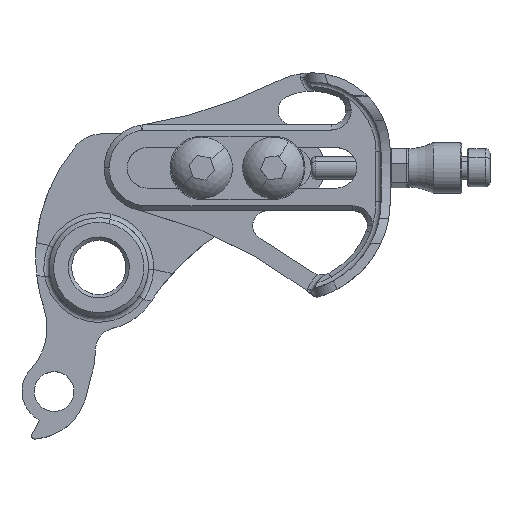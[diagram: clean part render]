
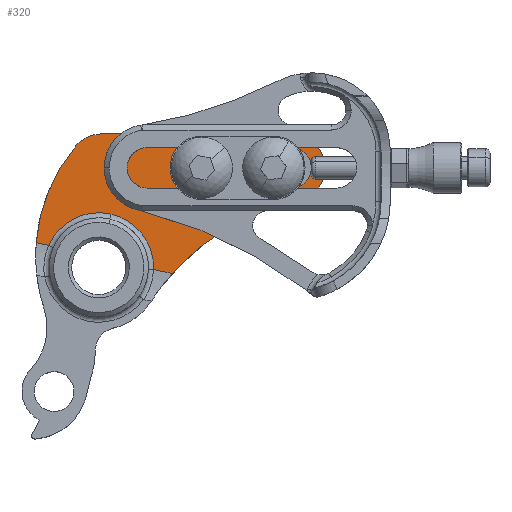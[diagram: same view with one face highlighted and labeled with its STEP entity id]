
A CAD part, top view. The second image highlights one B-rep face of the part: STEP entity #320.
In plain terms, the highlighted planar face has unit normal (0, 0, 1).
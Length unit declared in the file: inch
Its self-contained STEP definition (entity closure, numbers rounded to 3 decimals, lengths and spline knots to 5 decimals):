
#30 = ORIENTED_EDGE ( 'NONE', *, *, #8607, .T. ) ;
#37 = CARTESIAN_POINT ( 'NONE',  ( 4.62131, -0.65214, 0.2756 ) ) ;
#253 = CARTESIAN_POINT ( 'NONE',  ( 5.57946, -2.23114, 0.2756 ) ) ;
#277 = DIRECTION ( 'NONE',  ( 0., 0., -1. ) ) ;
#320 = ADVANCED_FACE ( 'NONE', ( #2534, #4414 ), #6444, .T. ) ;
#350 = CARTESIAN_POINT ( 'NONE',  ( 3.75498, -3.05047, 0.2756 ) ) ;
#448 = CARTESIAN_POINT ( 'NONE',  ( 5.10381, -0.65214, 0.2756 ) ) ;
#532 = CIRCLE ( 'NONE', #3761, 0.4825 ) ;
#690 = ORIENTED_EDGE ( 'NONE', *, *, #6930, .T. ) ;
#829 = ORIENTED_EDGE ( 'NONE', *, *, #6634, .T. ) ;
#841 = DIRECTION ( 'NONE',  ( 1., 0., 0. ) ) ;
#944 = AXIS2_PLACEMENT_3D ( 'NONE', #6761, #1995, #7552 ) ;
#950 = EDGE_CURVE ( 'NONE', #5050, #5432, #5762, .T. ) ;
#1030 = AXIS2_PLACEMENT_3D ( 'NONE', #8328, #3600, #9126 ) ;
#1050 = DIRECTION ( 'NONE',  ( -0.222, 0.975, 0. ) ) ;
#1062 = CARTESIAN_POINT ( 'NONE',  ( 5.85313, -2.10824, 0.2756 ) ) ;
#1151 = DIRECTION ( 'NONE',  ( 1., 0., 0. ) ) ;
#1274 = CARTESIAN_POINT ( 'NONE',  ( 5.85313, -2.10824, 0.2756 ) ) ;
#1371 = VERTEX_POINT ( 'NONE', #6488 ) ;
#1461 = VERTEX_POINT ( 'NONE', #4806 ) ;
#1719 = EDGE_LOOP ( 'NONE', ( #3174, #6650, #8183, #9275, #6617, #7730, #7665, #690, #5641 ) ) ;
#1729 = VERTEX_POINT ( 'NONE', #5705 ) ;
#1771 = CARTESIAN_POINT ( 'NONE',  ( 4.71228, -1.12598, 0.2756 ) ) ;
#1856 = DIRECTION ( 'NONE',  ( 1., 0., 0. ) ) ;
#1939 = DIRECTION ( 'NONE',  ( 0.222, -0.975, 0. ) ) ;
#1995 = DIRECTION ( 'NONE',  ( 0., 0., -1. ) ) ;
#2081 = DIRECTION ( 'NONE',  ( 1., 0., 0. ) ) ;
#2361 = VERTEX_POINT ( 'NONE', #3669 ) ;
#2366 = VECTOR ( 'NONE', #1050, 39.37008 ) ;
#2375 = CIRCLE ( 'NONE', #6402, 1.5 ) ;
#2463 = CARTESIAN_POINT ( 'NONE',  ( 4.93167, -1.55001, 0.2756 ) ) ;
#2498 = CARTESIAN_POINT ( 'NONE',  ( 5.67958, -2.14783, 0.2756 ) ) ;
#2534 = FACE_BOUND ( 'NONE', #4095, .T. ) ;
#2607 = CARTESIAN_POINT ( 'NONE',  ( 5.7751, -0.41724, 0.2756 ) ) ;
#2722 = CIRCLE ( 'NONE', #6526, 2. ) ;
#2744 = VERTEX_POINT ( 'NONE', #1771 ) ;
#2797 = AXIS2_PLACEMENT_3D ( 'NONE', #7946, #8606, #8314 ) ;
#3083 = DIRECTION ( 'NONE',  ( 0., 0., 1. ) ) ;
#3159 = EDGE_CURVE ( 'NONE', #6146, #9582, #4862, .T. ) ;
#3174 = ORIENTED_EDGE ( 'NONE', *, *, #4092, .T. ) ;
#3232 = ORIENTED_EDGE ( 'NONE', *, *, #8194, .T. ) ;
#3283 = DIRECTION ( 'NONE',  ( 1., 0., 0. ) ) ;
#3287 = VERTEX_POINT ( 'NONE', #10166 ) ;
#3566 = AXIS2_PLACEMENT_3D ( 'NONE', #1274, #6837, #2081 ) ;
#3600 = DIRECTION ( 'NONE',  ( 0., 0., -1. ) ) ;
#3669 = CARTESIAN_POINT ( 'NONE',  ( 5.67958, -2.14783, 0.2756 ) ) ;
#3704 = EDGE_CURVE ( 'NONE', #9631, #2744, #10245, .T. ) ;
#3739 = VECTOR ( 'NONE', #6458, 39.37008 ) ;
#3761 = AXIS2_PLACEMENT_3D ( 'NONE', #37, #5612, #841 ) ;
#3847 = LINE ( 'NONE', #9832, #5711 ) ;
#3896 = AXIS2_PLACEMENT_3D ( 'NONE', #5054, #277, #5840 ) ;
#3899 = VECTOR ( 'NONE', #1939, 39.37008 ) ;
#4012 = DIRECTION ( 'NONE',  ( 0., -1., 0. ) ) ;
#4077 = EDGE_CURVE ( 'NONE', #4706, #6146, #2722, .T. ) ;
#4092 = EDGE_CURVE ( 'NONE', #1371, #3287, #3847, .T. ) ;
#4095 = EDGE_LOOP ( 'NONE', ( #30, #7430, #829, #9948, #3232 ) ) ;
#4228 = AXIS2_PLACEMENT_3D ( 'NONE', #7826, #3083, #8622 ) ;
#4414 = FACE_OUTER_BOUND ( 'NONE', #1719, .T. ) ;
#4604 = CIRCLE ( 'NONE', #8884, 0.178 ) ;
#4706 = VERTEX_POINT ( 'NONE', #6023 ) ;
#4806 = CARTESIAN_POINT ( 'NONE',  ( 5.48253, -1.26393, 0.2756 ) ) ;
#4862 = CIRCLE ( 'NONE', #3566, 0.3 ) ;
#4992 = CIRCLE ( 'NONE', #3896, 0.178 ) ;
#5050 = VERTEX_POINT ( 'NONE', #7259 ) ;
#5054 = CARTESIAN_POINT ( 'NONE',  ( 5.66053, -1.26393, 0.2756 ) ) ;
#5136 = DIRECTION ( 'NONE',  ( 0., -1., 0. ) ) ;
#5235 = EDGE_CURVE ( 'NONE', #1729, #1461, #9213, .T. ) ;
#5432 = VERTEX_POINT ( 'NONE', #5585 ) ;
#5585 = CARTESIAN_POINT ( 'NONE',  ( 6.02667, -2.06865, 0.2756 ) ) ;
#5612 = DIRECTION ( 'NONE',  ( 0., 0., -1. ) ) ;
#5641 = ORIENTED_EDGE ( 'NONE', *, *, #6025, .T. ) ;
#5705 = CARTESIAN_POINT ( 'NONE',  ( 5.48699, -1.30351, 0.2756 ) ) ;
#5711 = VECTOR ( 'NONE', #5136, 39.37008 ) ;
#5738 = LINE ( 'NONE', #8739, #7604 ) ;
#5762 = LINE ( 'NONE', #9212, #3899 ) ;
#5840 = DIRECTION ( 'NONE',  ( 1., 0., 0. ) ) ;
#5919 = DIRECTION ( 'NONE',  ( 0., 0., -1. ) ) ;
#5961 = EDGE_CURVE ( 'NONE', #3287, #9631, #532, .T. ) ;
#6023 = CARTESIAN_POINT ( 'NONE',  ( 4.71228, -1.29446, 0.2756 ) ) ;
#6025 = EDGE_CURVE ( 'NONE', #6069, #1371, #2375, .T. ) ;
#6069 = VERTEX_POINT ( 'NONE', #8035 ) ;
#6110 = LINE ( 'NONE', #2498, #3739 ) ;
#6146 = VERTEX_POINT ( 'NONE', #253 ) ;
#6402 = AXIS2_PLACEMENT_3D ( 'NONE', #2463, #8007, #3283 ) ;
#6444 = PLANE ( 'NONE',  #2797 ) ;
#6458 = DIRECTION ( 'NONE',  ( -0.222, 0.975, 0. ) ) ;
#6488 = CARTESIAN_POINT ( 'NONE',  ( 4.71228, -0.06614, 0.2756 ) ) ;
#6526 = AXIS2_PLACEMENT_3D ( 'NONE', #350, #5919, #1151 ) ;
#6617 = ORIENTED_EDGE ( 'NONE', *, *, #4077, .T. ) ;
#6621 = DIRECTION ( 'NONE',  ( 0., 0., -1. ) ) ;
#6634 = EDGE_CURVE ( 'NONE', #1461, #5050, #4992, .T. ) ;
#6650 = ORIENTED_EDGE ( 'NONE', *, *, #5961, .T. ) ;
#6761 = CARTESIAN_POINT ( 'NONE',  ( 5.66053, -1.26393, 0.2756 ) ) ;
#6837 = DIRECTION ( 'NONE',  ( 0., 0., 1. ) ) ;
#6930 = EDGE_CURVE ( 'NONE', #9193, #6069, #9927, .T. ) ;
#7083 = LINE ( 'NONE', #2607, #2366 ) ;
#7259 = CARTESIAN_POINT ( 'NONE',  ( 5.83407, -1.22434, 0.2756 ) ) ;
#7430 = ORIENTED_EDGE ( 'NONE', *, *, #5235, .T. ) ;
#7453 = CARTESIAN_POINT ( 'NONE',  ( 6.14561, -2.04152, 0.2756 ) ) ;
#7552 = DIRECTION ( 'NONE',  ( 1., 0., 0. ) ) ;
#7604 = VECTOR ( 'NONE', #4012, 39.37008 ) ;
#7665 = ORIENTED_EDGE ( 'NONE', *, *, #7841, .T. ) ;
#7674 = EDGE_CURVE ( 'NONE', #2744, #4706, #5738, .T. ) ;
#7730 = ORIENTED_EDGE ( 'NONE', *, *, #3159, .T. ) ;
#7826 = CARTESIAN_POINT ( 'NONE',  ( 5.48261, -0.48396, 0.2756 ) ) ;
#7841 = EDGE_CURVE ( 'NONE', #9582, #9193, #7083, .T. ) ;
#7946 = CARTESIAN_POINT ( 'NONE',  ( 5.85313, -2.10824, 0.2756 ) ) ;
#8007 = DIRECTION ( 'NONE',  ( 0., 0., 1. ) ) ;
#8035 = CARTESIAN_POINT ( 'NONE',  ( 5.62035, -0.21745, 0.2756 ) ) ;
#8183 = ORIENTED_EDGE ( 'NONE', *, *, #3704, .T. ) ;
#8194 = EDGE_CURVE ( 'NONE', #5432, #2361, #4604, .T. ) ;
#8314 = DIRECTION ( 'NONE',  ( 1., 0., 0. ) ) ;
#8328 = CARTESIAN_POINT ( 'NONE',  ( 4.62131, -0.65214, 0.2756 ) ) ;
#8606 = DIRECTION ( 'NONE',  ( 0., 0., 1. ) ) ;
#8607 = EDGE_CURVE ( 'NONE', #2361, #1729, #6110, .T. ) ;
#8622 = DIRECTION ( 'NONE',  ( 1., 0., 0. ) ) ;
#8739 = CARTESIAN_POINT ( 'NONE',  ( 4.71228, -1.16943, 0.2756 ) ) ;
#8884 = AXIS2_PLACEMENT_3D ( 'NONE', #1062, #6621, #1856 ) ;
#9126 = DIRECTION ( 'NONE',  ( 1., 0., 0. ) ) ;
#9193 = VERTEX_POINT ( 'NONE', #9923 ) ;
#9212 = CARTESIAN_POINT ( 'NONE',  ( 6.02667, -2.06865, 0.2756 ) ) ;
#9213 = CIRCLE ( 'NONE', #944, 0.178 ) ;
#9275 = ORIENTED_EDGE ( 'NONE', *, *, #7674, .T. ) ;
#9582 = VERTEX_POINT ( 'NONE', #7453 ) ;
#9631 = VERTEX_POINT ( 'NONE', #448 ) ;
#9832 = CARTESIAN_POINT ( 'NONE',  ( 4.71228, -0.25655, 0.2756 ) ) ;
#9923 = CARTESIAN_POINT ( 'NONE',  ( 5.7751, -0.41724, 0.2756 ) ) ;
#9927 = CIRCLE ( 'NONE', #4228, 0.3 ) ;
#9948 = ORIENTED_EDGE ( 'NONE', *, *, #950, .T. ) ;
#10166 = CARTESIAN_POINT ( 'NONE',  ( 4.71228, -0.17829, 0.2756 ) ) ;
#10245 = CIRCLE ( 'NONE', #1030, 0.4825 ) ;
